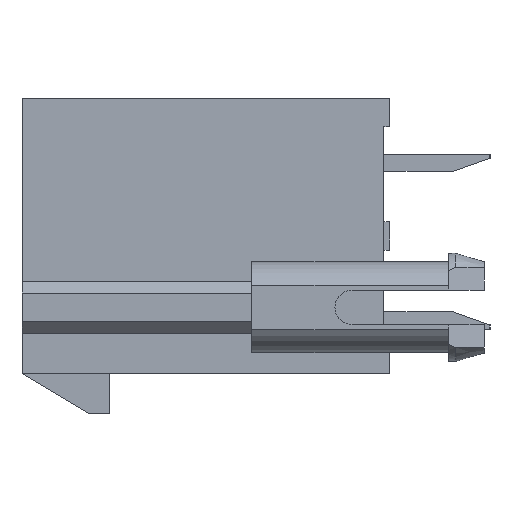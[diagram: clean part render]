
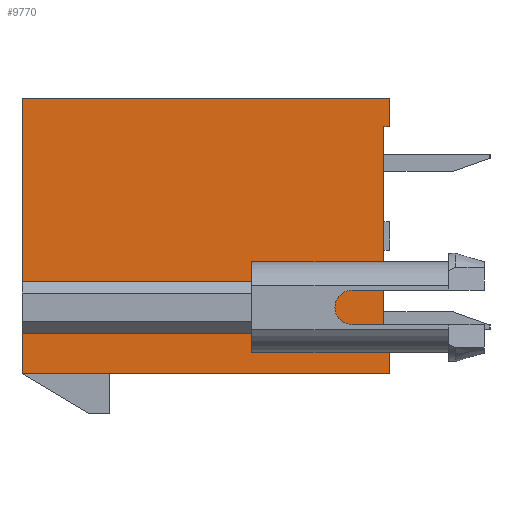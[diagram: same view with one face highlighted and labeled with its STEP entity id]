
A CAD part, left-side view. The second image highlights one B-rep face of the part: STEP entity #9770.
In plain terms, the highlighted planar face has unit normal (-1, 0, 0).
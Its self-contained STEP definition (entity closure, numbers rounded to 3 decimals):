
#1=DIRECTION('',(0.,0.,-1.));
#2=VECTOR('',#1,7.6);
#3=CARTESIAN_POINT('',(-21.6,0.2,3.8));
#4=LINE('',#3,#2);
#5=DIRECTION('',(0.,1.,0.));
#6=VECTOR('',#5,0.2);
#7=CARTESIAN_POINT('',(-21.6,0.,-3.8));
#8=LINE('',#7,#6);
#9=DIRECTION('',(0.,0.,-1.));
#10=VECTOR('',#9,1.);
#11=CARTESIAN_POINT('',(-21.6,0.,-3.8));
#12=LINE('',#11,#10);
#13=DIRECTION('',(0.,1.,0.));
#14=VECTOR('',#13,12.8);
#15=CARTESIAN_POINT('',(-21.6,0.,-4.8));
#16=LINE('',#15,#14);
#17=DIRECTION('',(0.,0.,1.));
#18=VECTOR('',#17,1.41);
#19=CARTESIAN_POINT('',(-21.6,12.8,-4.8));
#20=LINE('',#19,#18);
#21=DIRECTION('',(0.,1.,0.));
#22=VECTOR('',#21,8.);
#23=CARTESIAN_POINT('',(-21.6,4.8,-3.39));
#24=LINE('',#23,#22);
#25=DIRECTION('',(0.,0.,1.));
#26=VECTOR('',#25,0.235);
#27=CARTESIAN_POINT('',(-21.6,4.8,-3.625));
#28=LINE('',#27,#26);
#29=DIRECTION('',(0.,-1.,0.));
#30=VECTOR('',#29,2.1);
#31=CARTESIAN_POINT('',(-21.6,4.8,-3.625));
#32=LINE('',#31,#30);
#33=DIRECTION('',(0.,-1.,0.));
#34=VECTOR('',#33,2.1);
#35=CARTESIAN_POINT('',(-21.6,4.8,-1.355));
#36=LINE('',#35,#34);
#37=DIRECTION('',(0.,0.,1.));
#38=VECTOR('',#37,0.235);
#39=CARTESIAN_POINT('',(-21.6,4.8,-1.59));
#40=LINE('',#39,#38);
#41=DIRECTION('',(0.,1.,0.));
#42=VECTOR('',#41,8.);
#43=CARTESIAN_POINT('',(-21.6,4.8,-1.59));
#44=LINE('',#43,#42);
#45=DIRECTION('',(0.,0.,1.));
#46=VECTOR('',#45,6.39);
#47=CARTESIAN_POINT('',(-21.6,12.8,-1.59));
#48=LINE('',#47,#46);
#49=DIRECTION('',(0.,-1.,0.));
#50=VECTOR('',#49,12.8);
#51=CARTESIAN_POINT('',(-21.6,12.8,4.8));
#52=LINE('',#51,#50);
#53=DIRECTION('',(0.,0.,-1.));
#54=VECTOR('',#53,1.);
#55=CARTESIAN_POINT('',(-21.6,0.,4.8));
#56=LINE('',#55,#54);
#57=DIRECTION('',(0.,1.,0.));
#58=VECTOR('',#57,0.2);
#59=CARTESIAN_POINT('',(-21.6,0.,3.8));
#60=LINE('',#59,#58);
#7118=DIRECTION('',(0.,0.,1.));
#7119=VECTOR('',#7118,2.27);
#7120=CARTESIAN_POINT('',(-21.6,2.7,-3.625));
#7121=LINE('',#7120,#7119);
#7327=CARTESIAN_POINT('',(-21.6,0.,-4.8));
#7328=CARTESIAN_POINT('',(-21.6,12.8,-4.8));
#7329=VERTEX_POINT('',#7327);
#7330=VERTEX_POINT('',#7328);
#7331=CARTESIAN_POINT('',(-21.6,12.8,4.8));
#7332=CARTESIAN_POINT('',(-21.6,0.,4.8));
#7333=VERTEX_POINT('',#7331);
#7334=VERTEX_POINT('',#7332);
#7643=CARTESIAN_POINT('',(-21.6,4.8,-3.625));
#7644=CARTESIAN_POINT('',(-21.6,4.8,-3.39));
#7645=VERTEX_POINT('',#7643);
#7646=VERTEX_POINT('',#7644);
#7655=CARTESIAN_POINT('',(-21.6,4.8,-1.355));
#7657=VERTEX_POINT('',#7655);
#7661=CARTESIAN_POINT('',(-21.6,2.7,-1.355));
#7662=VERTEX_POINT('',#7661);
#7663=CARTESIAN_POINT('',(-21.6,2.7,-3.625));
#7664=VERTEX_POINT('',#7663);
#8007=CARTESIAN_POINT('',(-21.6,4.8,-1.59));
#8008=VERTEX_POINT('',#8007);
#8013=CARTESIAN_POINT('',(-21.6,12.8,-3.39));
#8014=VERTEX_POINT('',#8013);
#8015=CARTESIAN_POINT('',(-21.6,12.8,-1.59));
#8016=VERTEX_POINT('',#8015);
#8025=CARTESIAN_POINT('',(-21.6,0.,3.8));
#8026=VERTEX_POINT('',#8025);
#8027=CARTESIAN_POINT('',(-21.6,0.,-3.8));
#8028=VERTEX_POINT('',#8027);
#8037=CARTESIAN_POINT('',(-21.6,0.2,-3.8));
#8038=VERTEX_POINT('',#8037);
#8039=CARTESIAN_POINT('',(-21.6,0.2,3.8));
#8040=VERTEX_POINT('',#8039);
#9731=CARTESIAN_POINT('',(-21.6,0.,0.));
#9732=DIRECTION('',(1.,0.,0.));
#9733=DIRECTION('',(0.,0.,-1.));
#9734=AXIS2_PLACEMENT_3D('',#9731,#9732,#9733);
#9735=PLANE('',#9734);
#9737=ORIENTED_EDGE('',*,*,#9736,.T.);
#9739=ORIENTED_EDGE('',*,*,#9738,.F.);
#9741=ORIENTED_EDGE('',*,*,#9740,.T.);
#9743=ORIENTED_EDGE('',*,*,#9742,.T.);
#9745=ORIENTED_EDGE('',*,*,#9744,.T.);
#9747=ORIENTED_EDGE('',*,*,#9746,.F.);
#9749=ORIENTED_EDGE('',*,*,#9748,.F.);
#9751=ORIENTED_EDGE('',*,*,#9750,.T.);
#9753=ORIENTED_EDGE('',*,*,#9752,.T.);
#9755=ORIENTED_EDGE('',*,*,#9754,.F.);
#9757=ORIENTED_EDGE('',*,*,#9756,.F.);
#9759=ORIENTED_EDGE('',*,*,#9758,.T.);
#9761=ORIENTED_EDGE('',*,*,#9760,.T.);
#9763=ORIENTED_EDGE('',*,*,#9762,.T.);
#9765=ORIENTED_EDGE('',*,*,#9764,.T.);
#9767=ORIENTED_EDGE('',*,*,#9766,.T.);
#9768=EDGE_LOOP('',(#9737,#9739,#9741,#9743,#9745,#9747,#9749,#9751,#9753,#9755,
#9757,#9759,#9761,#9763,#9765,#9767));
#9769=FACE_OUTER_BOUND('',#9768,.F.);
#9770=ADVANCED_FACE('',(#9769),#9735,.F.);
#9736=EDGE_CURVE('',#8040,#8038,#4,.T.);
#9738=EDGE_CURVE('',#8028,#8038,#8,.T.);
#9740=EDGE_CURVE('',#8028,#7329,#12,.T.);
#9742=EDGE_CURVE('',#7329,#7330,#16,.T.);
#9744=EDGE_CURVE('',#7330,#8014,#20,.T.);
#9746=EDGE_CURVE('',#7646,#8014,#24,.T.);
#9748=EDGE_CURVE('',#7645,#7646,#28,.T.);
#9750=EDGE_CURVE('',#7645,#7664,#32,.T.);
#9752=EDGE_CURVE('',#7664,#7662,#7121,.T.);
#9754=EDGE_CURVE('',#7657,#7662,#36,.T.);
#9756=EDGE_CURVE('',#8008,#7657,#40,.T.);
#9758=EDGE_CURVE('',#8008,#8016,#44,.T.);
#9760=EDGE_CURVE('',#8016,#7333,#48,.T.);
#9762=EDGE_CURVE('',#7333,#7334,#52,.T.);
#9764=EDGE_CURVE('',#7334,#8026,#56,.T.);
#9766=EDGE_CURVE('',#8026,#8040,#60,.T.);
